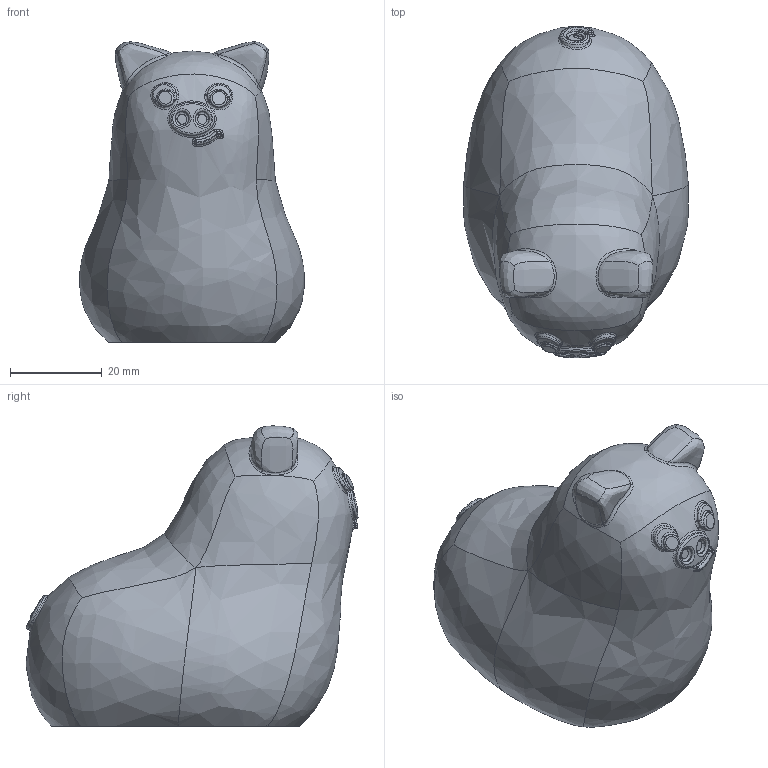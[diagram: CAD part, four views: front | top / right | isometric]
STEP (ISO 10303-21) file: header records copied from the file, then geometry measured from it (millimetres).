
FILE_DESCRIPTION(/* description */ (''),/* implementation_level */ '2;1');
FILE_NAME(/* name */ 'pig 2 v13.step',/* time_stamp */ '2025-04-29T21:21:53-04:00',/* author */ (''),/* organization */ (''),/* preprocessor_version */ 'ST-DEVELOPER v20.1',/* originating_system */ 'Autodesk Translation Framework v14.4.0.0',/* authorisation */ '');
FILE_SCHEMA (('AUTOMOTIVE_DESIGN { 1 0 10303 214 3 1 1 }'));
Length unit declared in the file: millimetre
Products named in the file (1): pig 2
Bounding box: 48.98 x 72.27 x 65.36 mm (x, y, z)
Volume: 22609.9 mm3; surface area: 24857.1 mm2
Topology: 2 solids, 2 shells, 226 faces, 670 edges, 456 vertices
Faces by surface type: bspline 200, plane 21, cylinder 5
Full cylindrical faces by diameter (mm): 2.286 x2, 5.842 x1
Entity records: 30597 total; most frequent: CARTESIAN_POINT 26036, ORIENTED_EDGE 1328, EDGE_CURVE 664, B_SPLINE_CURVE_WITH_KNOTS 511, VERTEX_POINT 456, DIRECTION 302, EDGE_LOOP 242, FACE_OUTER_BOUND 226
